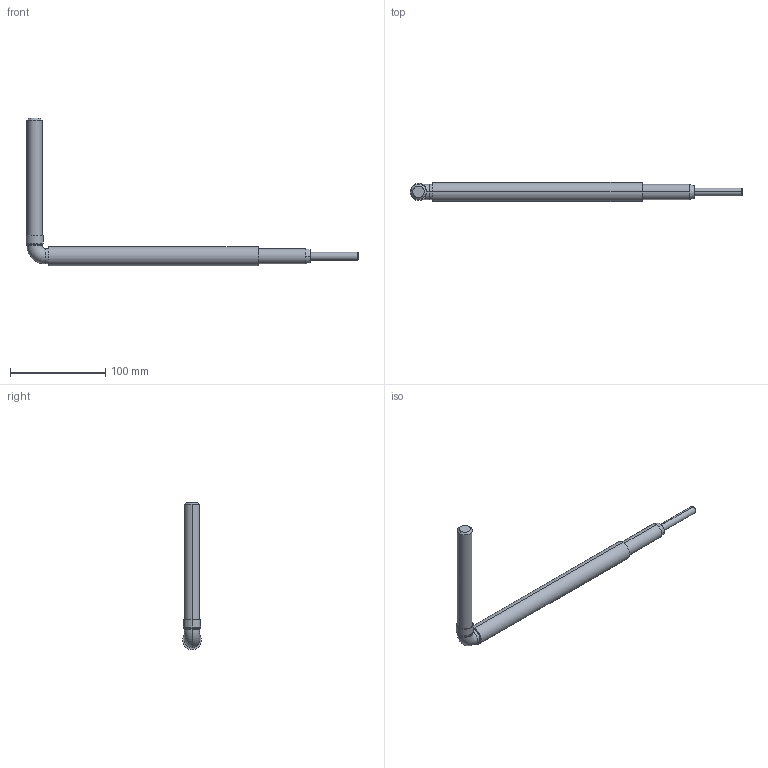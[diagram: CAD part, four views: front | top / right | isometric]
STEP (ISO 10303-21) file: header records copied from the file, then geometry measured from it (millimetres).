
FILE_DESCRIPTION((''),'2;1');
FILE_NAME('214-143.stp','2004-01-23T13:30:54',('KAA'),(''),'Autodesk Inventor (R) 6.0','Autodesk Inventor (R) 6.0','');
FILE_SCHEMA(('CONFIG_CONTROL_DESIGN'));
Length unit declared in the file: millimetre
Products named in the file (1): 214-143
Bounding box: 349 x 20 x 155 mm (x, y, z)
Volume: 67615.9 mm3; surface area: 62441.4 mm2
Topology: 2 solids, 2 shells, 98 faces, 229 edges, 144 vertices
Faces by surface type: cylinder 36, bspline 22, torus 16, plane 14, cone 10
Entity records: 3461 total; most frequent: CARTESIAN_POINT 1060, DIRECTION 548, ORIENTED_EDGE 454, AXIS2_PLACEMENT_3D 244, EDGE_CURVE 227, CIRCLE 163, VERTEX_POINT 144, EDGE_LOOP 111
